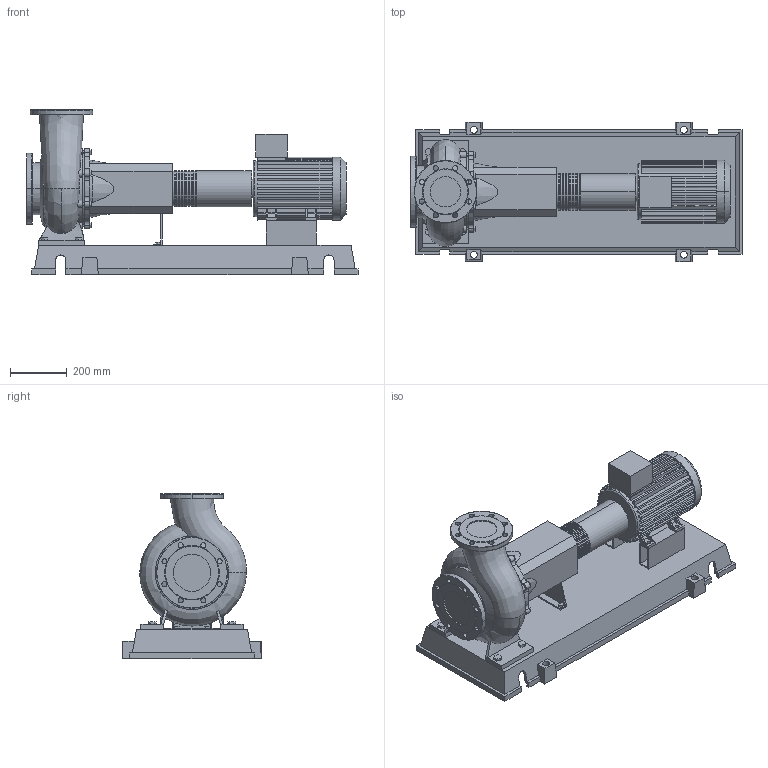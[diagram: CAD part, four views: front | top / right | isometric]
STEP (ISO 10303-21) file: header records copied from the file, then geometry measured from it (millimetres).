
FILE_DESCRIPTION((''),'2;1');
FILE_NAME('3d_NL100_160-4-4-12-4109307.stp','2015-03-03T07:21:44',(''),(''),'Mechanical Desktop 2009','Mechanical Desktop 2009',', , ');
FILE_SCHEMA(('CONFIG_CONTROL_DESIGN'));
Length unit declared in the file: millimetre
Products named in the file (1): Product
Bounding box: 1170 x 490 x 583 mm (x, y, z)
Volume: 52566999.6 mm3; surface area: 3550009.4 mm2
Topology: 13 solids, 13 shells, 870 faces, 2327 edges, 1531 vertices
Faces by surface type: plane 443, cylinder 241, bspline 158, cone 14, torus 14
Entity records: 31847 total; most frequent: CARTESIAN_POINT 9888, ORIENTED_EDGE 4656, DIRECTION 4405, EDGE_CURVE 2328, VERTEX_POINT 1530, AXIS2_PLACEMENT_3D 1473, VECTOR 1459, LINE 1459
